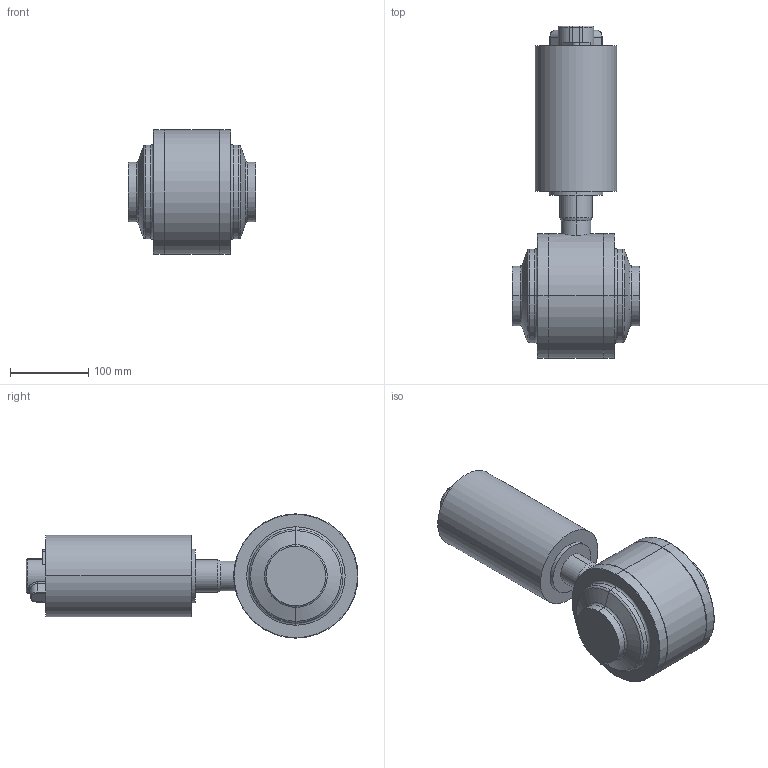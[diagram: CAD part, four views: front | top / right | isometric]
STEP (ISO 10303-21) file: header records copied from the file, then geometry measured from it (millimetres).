
FILE_DESCRIPTION (( 'STEP AP214' ), '1' );
FILE_NAME ('4225076xxx-xxx.STEP', '2013-09-12T12:33:22', ( 'install' ), ( 'Hewlett-Packard Company' ), 'SwSTEP 2.0', 'SolidWorks 2013', '' );
FILE_SCHEMA (( 'AUTOMOTIVE_DESIGN' ));
Length unit declared in the file: millimetre
Products named in the file (1): 4225076xxx-xxx
Bounding box: 163 x 425 x 159 mm (x, y, z)
Volume: 4186948.2 mm3; surface area: 191142.6 mm2
Topology: 1 solids, 1 shells, 110 faces, 246 edges, 146 vertices
Faces by surface type: cylinder 45, torus 30, plane 23, cone 6, bspline 6
Entity records: 4247 total; most frequent: CARTESIAN_POINT 1077, DIRECTION 588, ORIENTED_EDGE 492, AXIS2_PLACEMENT_3D 251, EDGE_CURVE 246, CIRCLE 146, VERTEX_POINT 146, EDGE_LOOP 118
